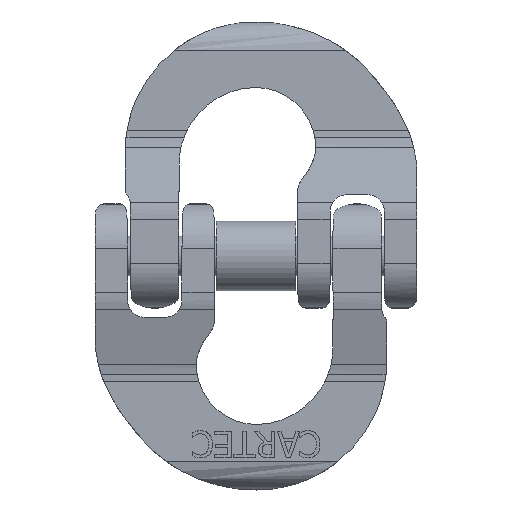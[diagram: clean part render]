
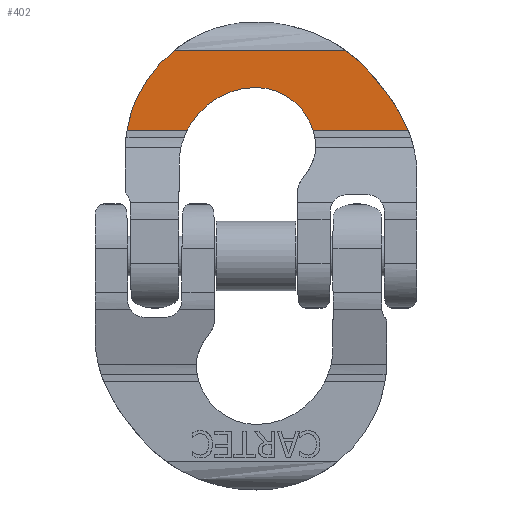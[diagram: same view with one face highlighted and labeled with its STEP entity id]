
A CAD part, front view. The second image highlights one B-rep face of the part: STEP entity #402.
In plain terms, the highlighted planar face has unit normal (0, -1, 0).
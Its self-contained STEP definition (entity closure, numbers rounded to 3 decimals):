
#402=ADVANCED_FACE('',(#1039),#1040,.T.);
#1039=FACE_OUTER_BOUND('',#2114,.T.);
#1040=PLANE('',#2115);
#2114=EDGE_LOOP('',(#4421,#4422,#4423,#4424,#4425,#4426,#4427,#4428,#4429,#4430,#4431));
#2115=AXIS2_PLACEMENT_3D('',#4432,#4433,#4434);
#4421=ORIENTED_EDGE('',*,*,#6774,.F.);
#4422=ORIENTED_EDGE('',*,*,#6775,.F.);
#4423=ORIENTED_EDGE('',*,*,#6776,.F.);
#4424=ORIENTED_EDGE('',*,*,#6777,.F.);
#4425=ORIENTED_EDGE('',*,*,#6778,.F.);
#4426=ORIENTED_EDGE('',*,*,#6583,.T.);
#4427=ORIENTED_EDGE('',*,*,#6779,.F.);
#4428=ORIENTED_EDGE('',*,*,#6780,.F.);
#4429=ORIENTED_EDGE('',*,*,#6781,.F.);
#4430=ORIENTED_EDGE('',*,*,#6782,.F.);
#4431=ORIENTED_EDGE('',*,*,#6578,.T.);
#4432=CARTESIAN_POINT('',(24.337,2.9,31.176));
#4433=DIRECTION('',(0.0,-1.0,0.));
#4434=DIRECTION('',(0.0,0.,-1.0));
#6578=EDGE_CURVE('',#7682,#7680,#7683,.T.);
#6583=EDGE_CURVE('',#7691,#7689,#7692,.T.);
#6774=EDGE_CURVE('',#8010,#7680,#8011,.T.);
#6775=EDGE_CURVE('',#8012,#8010,#8013,.T.);
#6776=EDGE_CURVE('',#8014,#8012,#8015,.T.);
#6777=EDGE_CURVE('',#8016,#8014,#8017,.T.);
#6778=EDGE_CURVE('',#7691,#8016,#8018,.T.);
#6779=EDGE_CURVE('',#8019,#7689,#8020,.T.);
#6780=EDGE_CURVE('',#8021,#8019,#8022,.T.);
#6781=EDGE_CURVE('',#8023,#8021,#8024,.T.);
#6782=EDGE_CURVE('',#7682,#8023,#8025,.T.);
#7680=VERTEX_POINT('',#9316);
#7682=VERTEX_POINT('',#9321);
#7683=LINE('',#9322,#9323);
#7689=VERTEX_POINT('',#9335);
#7691=VERTEX_POINT('',#9340);
#7692=LINE('',#9341,#9342);
#8010=VERTEX_POINT('',#10082);
#8011=B_SPLINE_CURVE_WITH_KNOTS('',3,(#10083,#10084,#10085,#10086,#10087,#10088,#10089),.UNSPECIFIED.,.F.,.F.,(4,3,4),(-1.319,-0.095,-0.054),.UNSPECIFIED.);
#8012=VERTEX_POINT('',#10090);
#8013=B_SPLINE_CURVE_WITH_KNOTS('',3,(#10091,#10092,#10093,#10094,#10095,#10096,#10097,#10098,#10099,#10100,#10101,#10102,#10103,#10104,#10105,#10106,#10107,#10108,#10109),.UNSPECIFIED.,.F.,.F.,(4,3,3,3,3,3,4),(-0.264,-0.218,-0.064,-0.054,-0.034,-0.013,0.),.UNSPECIFIED.);
#8014=VERTEX_POINT('',#10110);
#8015=LINE('',#10111,#10112);
#8016=VERTEX_POINT('',#10113);
#8017=B_SPLINE_CURVE_WITH_KNOTS('',3,(#10114,#10115,#10116,#10117,#10118,#10119,#10120,#10121,#10122,#10123,#10124,#10125,#10126,#10127,#10128,#10129,#10130,#10131,#10132,#10133,#10134,#10135,#10136,#10137,#10138),.UNSPECIFIED.,.F.,.F.,(4,3,3,3,3,3,3,3,4),(-0.988,-0.963,-0.919,-0.874,-0.697,-0.52,-0.343,-0.166,-0.083),.UNSPECIFIED.);
#8018=B_SPLINE_CURVE_WITH_KNOTS('',3,(#10139,#10140,#10141,#10142,#10143,#10144,#10145),.UNSPECIFIED.,.F.,.F.,(4,3,4),(-0.601,-0.246,0.0),.UNSPECIFIED.);
#8019=VERTEX_POINT('',#10146);
#8020=ELLIPSE('',#10147,12.779,10.602);
#8021=VERTEX_POINT('',#10148);
#8022=B_SPLINE_CURVE_WITH_KNOTS('',3,(#10149,#10150,#10151,#10152,#10153,#10154,#10155,#10156,#10157,#10158,#10159,#10160,#10161),.UNSPECIFIED.,.F.,.F.,(4,3,3,3,4),(-1.066,-0.8,-0.533,-0.267,0.0),.UNSPECIFIED.);
#8023=VERTEX_POINT('',#10162);
#8024=CIRCLE('',#10163,9.043);
#8025=ELLIPSE('',#10164,24.269,14.192);
#9316=CARTESIAN_POINT('',(23.027,2.9,19.027));
#9321=CARTESIAN_POINT('',(8.609,2.9,19.027));
#9322=CARTESIAN_POINT('',(24.337,2.9,19.027));
#9323=VECTOR('',#12748,10.0);
#9335=CARTESIAN_POINT('',(-10.505,2.9,19.027));
#9340=CARTESIAN_POINT('',(-19.612,2.9,19.027));
#9341=CARTESIAN_POINT('',(24.337,2.9,19.027));
#9342=VECTOR('',#12750,10.0);
#10082=CARTESIAN_POINT('',(17.19,2.9,27.874));
#10083=CARTESIAN_POINT('',(17.19,2.9,27.874));
#10084=CARTESIAN_POINT('',(18.543,2.9,26.357));
#10085=CARTESIAN_POINT('',(21.253,2.9,23.192));
#10086=CARTESIAN_POINT('',(22.871,2.9,19.403));
#10087=CARTESIAN_POINT('',(22.925,2.9,19.276));
#10088=CARTESIAN_POINT('',(22.977,2.9,19.151));
#10089=CARTESIAN_POINT('',(23.027,2.9,19.027));
#10090=CARTESIAN_POINT('',(13.506,2.9,31.176));
#10091=CARTESIAN_POINT('',(13.506,2.9,31.176));
#10092=CARTESIAN_POINT('',(13.741,2.9,31.009));
#10093=CARTESIAN_POINT('',(13.973,2.9,30.837));
#10094=CARTESIAN_POINT('',(14.201,2.9,30.661));
#10095=CARTESIAN_POINT('',(14.961,2.9,30.074));
#10096=CARTESIAN_POINT('',(15.683,2.9,29.437));
#10097=CARTESIAN_POINT('',(16.36,2.9,28.756));
#10098=CARTESIAN_POINT('',(16.405,2.9,28.711));
#10099=CARTESIAN_POINT('',(16.45,2.9,28.665));
#10100=CARTESIAN_POINT('',(16.495,2.9,28.619));
#10101=CARTESIAN_POINT('',(16.584,2.9,28.528));
#10102=CARTESIAN_POINT('',(16.673,2.9,28.436));
#10103=CARTESIAN_POINT('',(16.761,2.9,28.342));
#10104=CARTESIAN_POINT('',(16.848,2.9,28.249));
#10105=CARTESIAN_POINT('',(16.935,2.9,28.155));
#10106=CARTESIAN_POINT('',(17.022,2.9,28.061));
#10107=CARTESIAN_POINT('',(17.078,2.9,27.999));
#10108=CARTESIAN_POINT('',(17.134,2.9,27.936));
#10109=CARTESIAN_POINT('',(17.19,2.9,27.874));
#10110=CARTESIAN_POINT('',(-12.441,2.9,31.176));
#10111=CARTESIAN_POINT('',(24.337,2.9,31.176));
#10112=VECTOR('',#12957,10.0);
#10113=CARTESIAN_POINT('',(-18.014,2.9,24.166));
#10114=CARTESIAN_POINT('',(-18.014,2.9,24.166));
#10115=CARTESIAN_POINT('',(-17.979,2.9,24.24));
#10116=CARTESIAN_POINT('',(-17.943,2.9,24.314));
#10117=CARTESIAN_POINT('',(-17.907,2.9,24.387));
#10118=CARTESIAN_POINT('',(-17.842,2.9,24.519));
#10119=CARTESIAN_POINT('',(-17.776,2.9,24.651));
#10120=CARTESIAN_POINT('',(-17.708,2.9,24.782));
#10121=CARTESIAN_POINT('',(-17.64,2.9,24.913));
#10122=CARTESIAN_POINT('',(-17.571,2.9,25.043));
#10123=CARTESIAN_POINT('',(-17.5,2.9,25.172));
#10124=CARTESIAN_POINT('',(-17.217,2.9,25.689));
#10125=CARTESIAN_POINT('',(-16.911,2.9,26.193));
#10126=CARTESIAN_POINT('',(-16.583,2.9,26.683));
#10127=CARTESIAN_POINT('',(-16.255,2.9,27.173));
#10128=CARTESIAN_POINT('',(-15.905,2.9,27.648));
#10129=CARTESIAN_POINT('',(-15.535,2.9,28.106));
#10130=CARTESIAN_POINT('',(-15.165,2.9,28.565));
#10131=CARTESIAN_POINT('',(-14.774,2.9,29.007));
#10132=CARTESIAN_POINT('',(-14.365,2.9,29.431));
#10133=CARTESIAN_POINT('',(-13.955,2.9,29.855));
#10134=CARTESIAN_POINT('',(-13.527,2.9,30.26));
#10135=CARTESIAN_POINT('',(-13.081,2.9,30.646));
#10136=CARTESIAN_POINT('',(-12.871,2.9,30.827));
#10137=CARTESIAN_POINT('',(-12.658,2.9,31.004));
#10138=CARTESIAN_POINT('',(-12.441,2.9,31.176));
#10139=CARTESIAN_POINT('',(-19.612,2.9,19.027));
#10140=CARTESIAN_POINT('',(-19.434,2.9,20.083));
#10141=CARTESIAN_POINT('',(-19.173,2.9,21.126));
#10142=CARTESIAN_POINT('',(-18.833,2.9,22.135));
#10143=CARTESIAN_POINT('',(-18.598,2.9,22.832));
#10144=CARTESIAN_POINT('',(-18.33,2.9,23.498));
#10145=CARTESIAN_POINT('',(-18.014,2.9,24.166));
#10146=CARTESIAN_POINT('',(-10.032,2.9,19.892));
#10147=AXIS2_PLACEMENT_3D('',#12958,#12959,#12960);
#10148=CARTESIAN_POINT('',(-0.105,2.9,25.543));
#10149=CARTESIAN_POINT('',(-0.105,2.9,25.543));
#10150=CARTESIAN_POINT('',(-1.097,2.9,25.543));
#10151=CARTESIAN_POINT('',(-2.094,2.9,25.413));
#10152=CARTESIAN_POINT('',(-3.057,2.9,25.157));
#10153=CARTESIAN_POINT('',(-4.02,2.9,24.901));
#10154=CARTESIAN_POINT('',(-4.949,2.9,24.52));
#10155=CARTESIAN_POINT('',(-5.814,2.9,24.027));
#10156=CARTESIAN_POINT('',(-6.678,2.9,23.534));
#10157=CARTESIAN_POINT('',(-7.479,2.9,22.928));
#10158=CARTESIAN_POINT('',(-8.19,2.9,22.231));
#10159=CARTESIAN_POINT('',(-8.901,2.9,21.533));
#10160=CARTESIAN_POINT('',(-9.522,2.9,20.743));
#10161=CARTESIAN_POINT('',(-10.032,2.9,19.892));
#10162=CARTESIAN_POINT('',(7.727,2.9,21.022));
#10163=AXIS2_PLACEMENT_3D('',#12961,#12962,#12963);
#10164=AXIS2_PLACEMENT_3D('',#12964,#12965,#12966);
#12748=DIRECTION('',(1.0,0.0,0.0));
#12750=DIRECTION('',(1.0,0.0,0.0));
#12957=DIRECTION('',(1.0,0.0,0.0));
#12958=CARTESIAN_POINT('',(0.712,2.9,15.859));
#12959=DIRECTION('',(0.,-1.0,0.));
#12960=DIRECTION('',(0.898,0.,0.441));
#12961=CARTESIAN_POINT('',(-0.105,2.9,16.5));
#12962=DIRECTION('',(0.,-1.0,0.));
#12963=DIRECTION('',(0.,0.,1.0));
#12964=CARTESIAN_POINT('',(-15.266,2.9,16.511));
#12965=DIRECTION('',(0.,-1.0,0.));
#12966=DIRECTION('',(1.,0.,-0.002));
